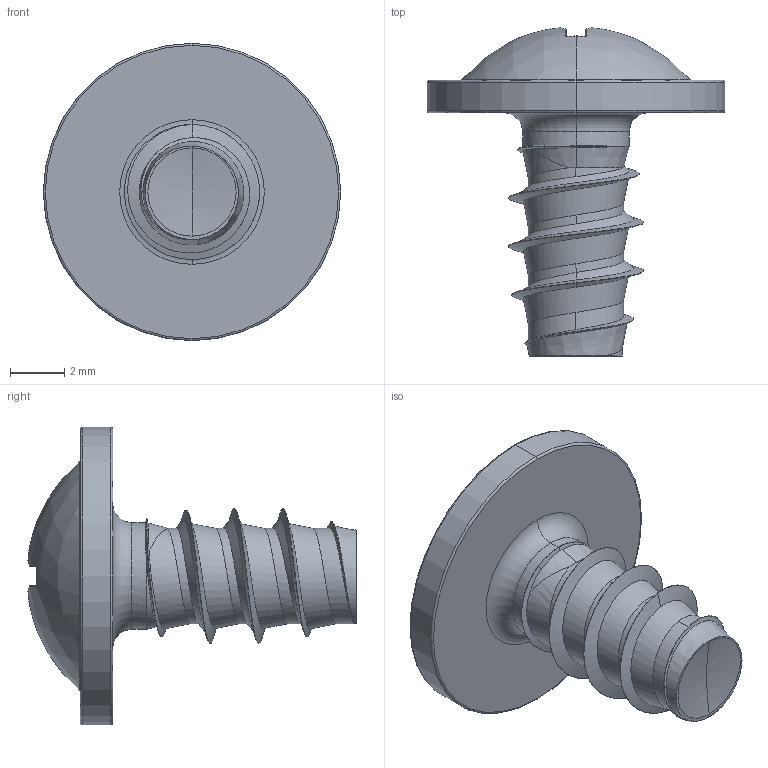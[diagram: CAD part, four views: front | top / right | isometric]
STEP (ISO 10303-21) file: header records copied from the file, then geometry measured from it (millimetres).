
FILE_DESCRIPTION (( 'STEP AP203' ), '1' );
FILE_NAME ('STP310500090.STEP', '2017-08-15T13:29:51', ( '' ), ( '' ), 'SwSTEP 2.0', 'SolidWorks 2015', '' );
FILE_SCHEMA (( 'CONFIG_CONTROL_DESIGN' ));
Length unit declared in the file: millimetre
Products named in the file (1): STP310500090
Bounding box: 11 x 12.14 x 11 mm (x, y, z)
Volume: 268.6 mm3; surface area: 406.2 mm2
Topology: 1 solids, 1 shells, 175 faces, 392 edges, 220 vertices
Faces by surface type: bspline 51, cylinder 34, torus 30, sphere 28, plane 23, cone 9
Entity records: 14297 total; most frequent: CARTESIAN_POINT 10685, ORIENTED_EDGE 780, DIRECTION 707, EDGE_CURVE 390, AXIS2_PLACEMENT_3D 320, VERTEX_POINT 220, CIRCLE 195, EDGE_LOOP 178
